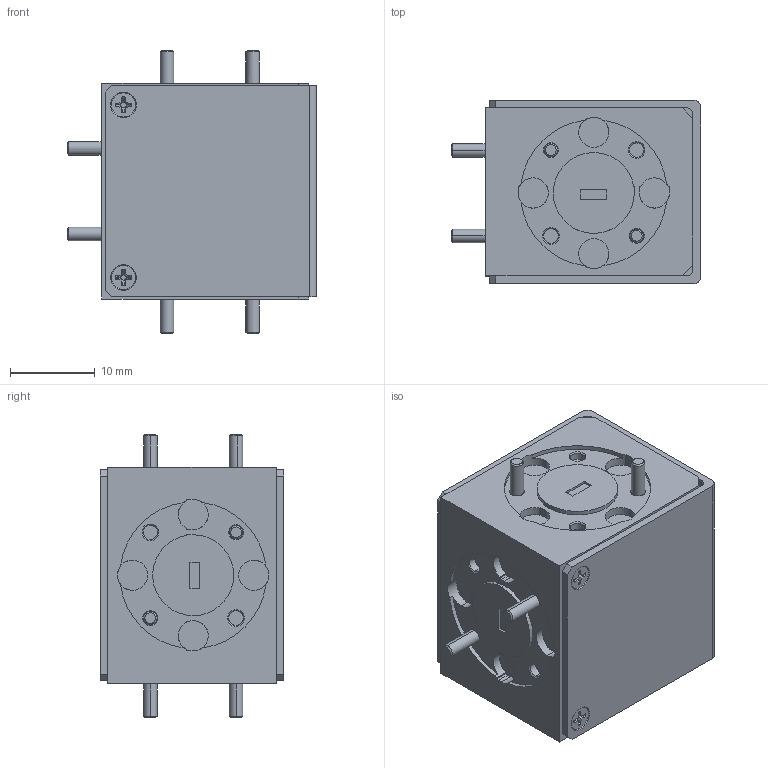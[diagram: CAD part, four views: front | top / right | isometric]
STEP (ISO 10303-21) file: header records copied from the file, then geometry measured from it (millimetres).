
FILE_DESCRIPTION (( 'STEP AP214' ), '1' );
FILE_NAME ('NW-CE-A-SX1 Rev 1.0.STEP', '2023-10-11T20:24:51', ( '' ), ( '' ), 'SwSTEP 2.0', 'SolidWorks 2021', '' );
FILE_SCHEMA (( 'AUTOMOTIVE_DESIGN' ));
Length unit declared in the file: inch
Products named in the file (1): NW-CE-A-SX1 Rev 1.0
Bounding box: 29.34 x 21.59 x 33.34 mm (x, y, z)
Volume: 13456.6 mm3; surface area: 3931.8 mm2
Topology: 1 solids, 5 shells, 377 faces, 972 edges, 630 vertices
Faces by surface type: plane 191, cylinder 126, cone 60
Entity records: 16152 total; most frequent: CARTESIAN_POINT 2332, DIRECTION 1982, ORIENTED_EDGE 1944, EDGE_CURVE 972, AXIS2_PLACEMENT_3D 728, VERTEX_POINT 630, LINE 526, VECTOR 526
